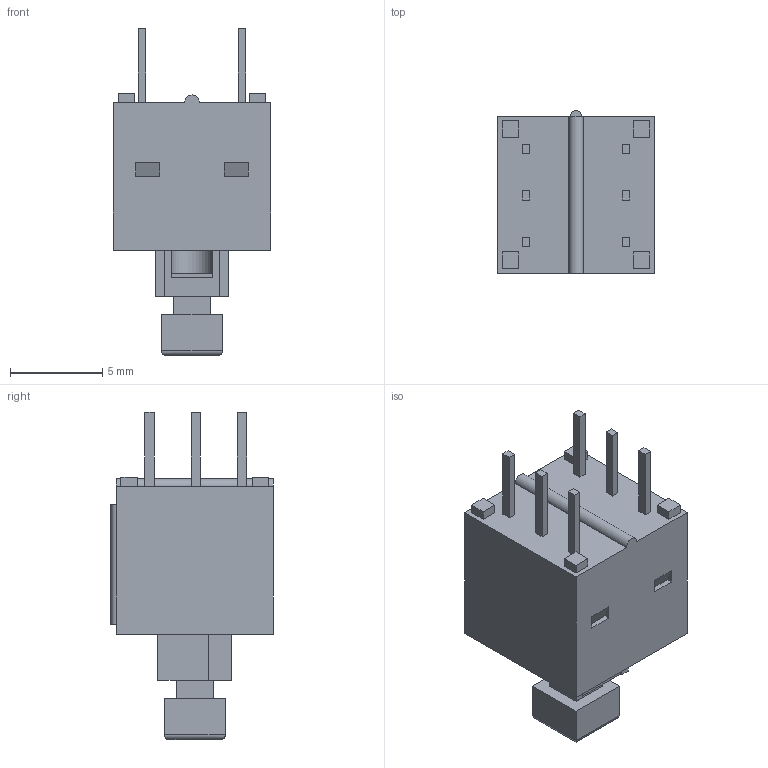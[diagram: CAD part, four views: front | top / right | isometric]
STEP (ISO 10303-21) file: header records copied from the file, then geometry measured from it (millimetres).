
FILE_DESCRIPTION((' '),'2;1');
FILE_NAME('TL2201xxYA.stp','2017-07-31T08:54:48',(' '),(' '),' ','ACIS',' ');
FILE_SCHEMA(('CONFIG_CONTROL_DESIGN'));
Length unit declared in the file: inch
Products named in the file (1): TL2201xxYA.stp
Bounding box: 8.5 x 8.8 x 17.7 mm (x, y, z)
Volume: 408.2 mm3; surface area: 1055.6 mm2
Topology: 1 solids, 1 shells, 197 faces, 510 edges, 336 vertices
Faces by surface type: plane 188, cylinder 9
Entity records: 5999 total; most frequent: CARTESIAN_POINT 1044, ORIENTED_EDGE 1020, DIRECTION 920, EDGE_CURVE 510, VECTOR 496, LINE 496, VERTEX_POINT 336, EDGE_LOOP 222
